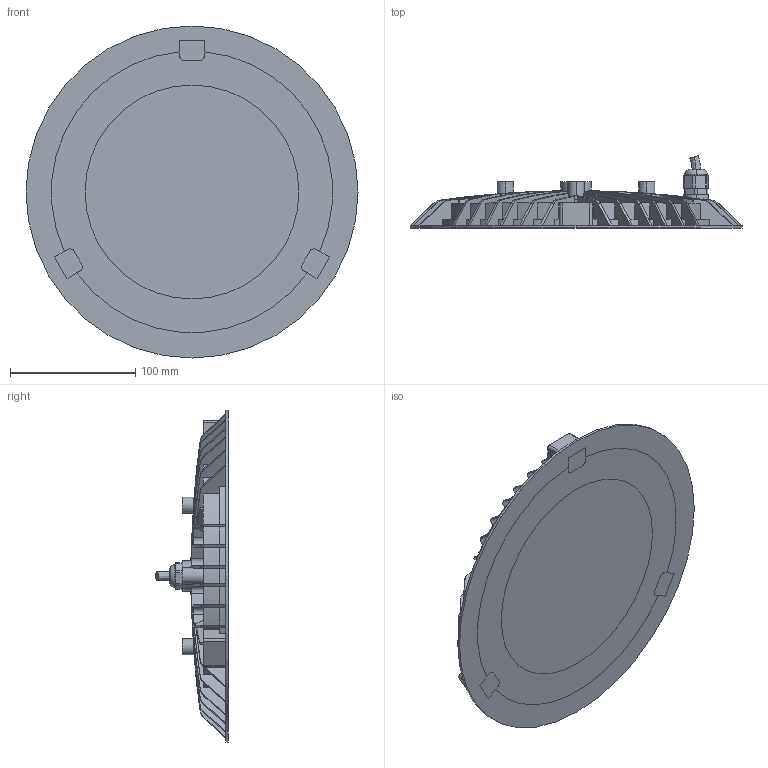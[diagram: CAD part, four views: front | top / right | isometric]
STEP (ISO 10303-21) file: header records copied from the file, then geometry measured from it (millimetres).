
FILE_DESCRIPTION (( 'STEP AP214' ), '1' );
FILE_NAME ('Ñâåòèëüíèê ñâåòîäèîäíûé ÄÑÏ-1101 100Âò 6500Ê IP65 EKF PROxima (HIL-1101-100-6500).STEP', '2022-06-08T06:42:39', ( '' ), ( '' ), 'SwSTEP 2.0', 'SolidWorks 2021', '' );
FILE_SCHEMA (( 'AUTOMOTIVE_DESIGN' ));
Length unit declared in the file: millimetre
Products named in the file (1): Ñâåòèëüíèê ñâåòîäèîäíûé ÄÑÏ-1101 100Âò 6500Ê IP65 EKF PROxima (HIL-1101-100-6500)
Bounding box: 265.5 x 58.11 x 265.5 mm (x, y, z)
Volume: 868148 mm3; surface area: 183308.7 mm2
Topology: 1 solids, 1 shells, 605 faces, 1749 edges, 1146 vertices
Faces by surface type: plane 326, cylinder 155, cone 62, torus 38, sphere 22, bspline 2
Entity records: 21193 total; most frequent: CARTESIAN_POINT 4994, ORIENTED_EDGE 3478, DIRECTION 3349, EDGE_CURVE 1739, AXIS2_PLACEMENT_3D 1231, VERTEX_POINT 1146, LINE 887, VECTOR 887
